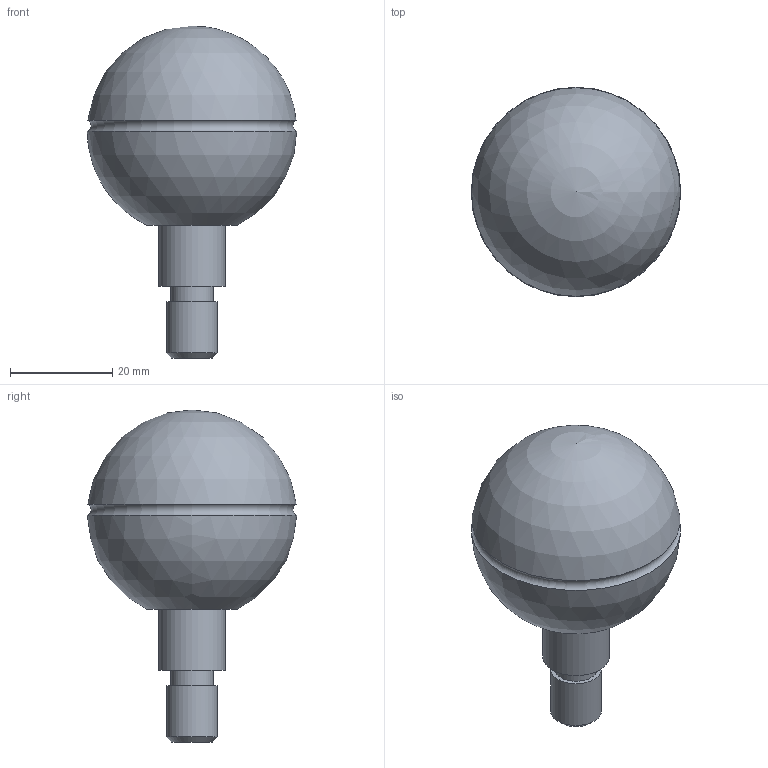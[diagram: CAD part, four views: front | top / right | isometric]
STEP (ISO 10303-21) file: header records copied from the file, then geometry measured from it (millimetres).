
FILE_DESCRIPTION( ( 'Unknown' ), '1' );
FILE_NAME( '6150010_PBGE41.stp', 'Unknown', ( 'Unknown' ), ( 'Unknown' ), 'PSStep 11.0', 'Unknown', ' ' );
FILE_SCHEMA( ( 'AUTOMOTIVE_DESIGN { 1 0 10303 214 1 1 1 1 }' ) );
Length unit declared in the file: millimetre
Products named in the file (1): 8900257
Bounding box: 41 x 41 x 65 mm (x, y, z)
Volume: 38131.4 mm3; surface area: 6443.5 mm2
Topology: 1 solids, 2 shells, 34 faces, 85 edges, 56 vertices
Faces by surface type: plane 23, cylinder 5, cone 3, sphere 2, torus 1
Full cylindrical faces by diameter (mm): 5.1 x1, 8.3 x1, 9.6 x1, 10 x1, 13 x1
Entity records: 1204 total; most frequent: DIRECTION 164, CARTESIAN_POINT 154, ORIENTED_EDGE 136, EDGE_CURVE 68, AXIS2_PLACEMENT_3D 61, VERTEX_POINT 51, EDGE_LOOP 48, LINE 42
